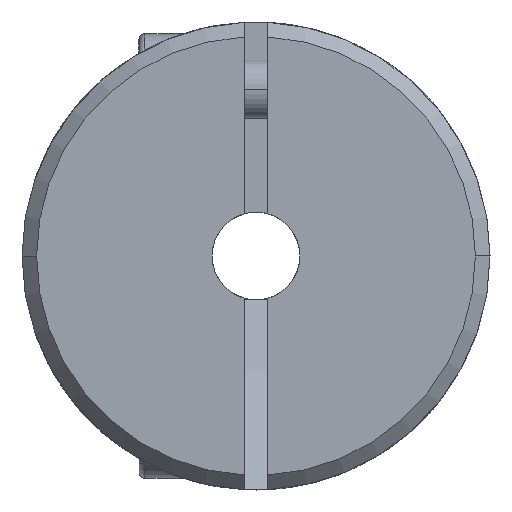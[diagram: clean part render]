
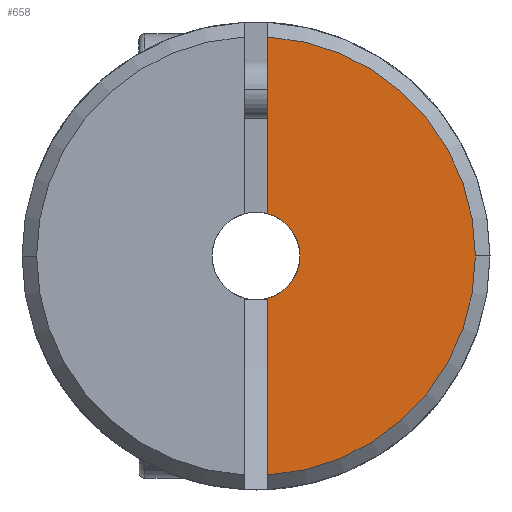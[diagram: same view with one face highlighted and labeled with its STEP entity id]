
A CAD part, left-side view. The second image highlights one B-rep face of the part: STEP entity #658.
In plain terms, the highlighted planar face has unit normal (-1, 0, 0).
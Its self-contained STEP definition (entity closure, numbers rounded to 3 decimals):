
#658=ADVANCED_FACE('',(#1434),#1435,.T.);
#1434=FACE_OUTER_BOUND('',#2357,.T.);
#1435=PLANE('',#2358);
#2357=EDGE_LOOP('',(#4276,#4277,#4278,#4279,#4280,#4281));
#2358=AXIS2_PLACEMENT_3D('',#4282,#4283,#4284);
#4276=ORIENTED_EDGE('',*,*,#5977,.T.);
#4277=ORIENTED_EDGE('',*,*,#5888,.T.);
#4278=ORIENTED_EDGE('',*,*,#6041,.T.);
#4279=ORIENTED_EDGE('',*,*,#6071,.T.);
#4280=ORIENTED_EDGE('',*,*,#5871,.F.);
#4281=ORIENTED_EDGE('',*,*,#6073,.F.);
#4282=CARTESIAN_POINT('',(0.0,-4.5,0.));
#4283=DIRECTION('',(-1.0,0.0,0.0));
#4284=DIRECTION('',(0.0,1.0,0.));
#5871=EDGE_CURVE('',#7195,#7198,#7199,.T.);
#5888=EDGE_CURVE('',#7229,#7226,#7230,.T.);
#5977=EDGE_CURVE('',#7365,#7229,#7366,.T.);
#6041=EDGE_CURVE('',#7226,#7450,#7452,.T.);
#6071=EDGE_CURVE('',#7450,#7198,#7486,.T.);
#6073=EDGE_CURVE('',#7365,#7195,#7488,.T.);
#7195=VERTEX_POINT('',#8695);
#7198=VERTEX_POINT('',#8699);
#7199=CIRCLE('',#8700,7.5);
#7226=VERTEX_POINT('',#8749);
#7229=VERTEX_POINT('',#8753);
#7230=CIRCLE('',#8754,1.5);
#7365=VERTEX_POINT('',#9374);
#7366=LINE('',#9375,#9376);
#7450=VERTEX_POINT('',#9514);
#7452=CIRCLE('',#9517,1.5);
#7486=LINE('',#9584,#9585);
#7488=CIRCLE('',#9587,7.5);
#8695=CARTESIAN_POINT('',(0.0,-7.5,0.));
#8699=CARTESIAN_POINT('',(0.,-0.4,-7.489));
#8700=AXIS2_PLACEMENT_3D('',#11165,#11166,#11167);
#8749=CARTESIAN_POINT('',(0.0,-1.5,0.));
#8753=CARTESIAN_POINT('',(0.,-0.4,1.446));
#8754=AXIS2_PLACEMENT_3D('',#11191,#11192,#11193);
#9374=CARTESIAN_POINT('',(0.,-0.4,7.489));
#9375=CARTESIAN_POINT('',(0.,-0.4,0.242));
#9376=VECTOR('',#11302,1.0);
#9514=CARTESIAN_POINT('',(0.,-0.4,-1.446));
#9517=AXIS2_PLACEMENT_3D('',#11387,#11388,#11389);
#9584=CARTESIAN_POINT('',(0.,-0.4,0.242));
#9585=VECTOR('',#11420,1.0);
#9587=AXIS2_PLACEMENT_3D('',#11421,#11422,#11423);
#11165=CARTESIAN_POINT('',(0.0,0.0,0.0));
#11166=DIRECTION('',(1.0,0.0,0.0));
#11167=DIRECTION('',(0.0,-1.0,0.));
#11191=CARTESIAN_POINT('',(0.0,0.0,0.0));
#11192=DIRECTION('',(1.0,0.0,0.0));
#11193=DIRECTION('',(0.0,-1.0,0.));
#11302=DIRECTION('',(-0.0,0.,-1.0));
#11387=CARTESIAN_POINT('',(0.0,0.0,0.0));
#11388=DIRECTION('',(1.0,0.0,0.0));
#11389=DIRECTION('',(0.0,-1.0,0.));
#11420=DIRECTION('',(-0.0,0.,-1.0));
#11421=CARTESIAN_POINT('',(0.0,0.0,0.0));
#11422=DIRECTION('',(1.0,0.0,0.0));
#11423=DIRECTION('',(0.0,-1.0,0.));
